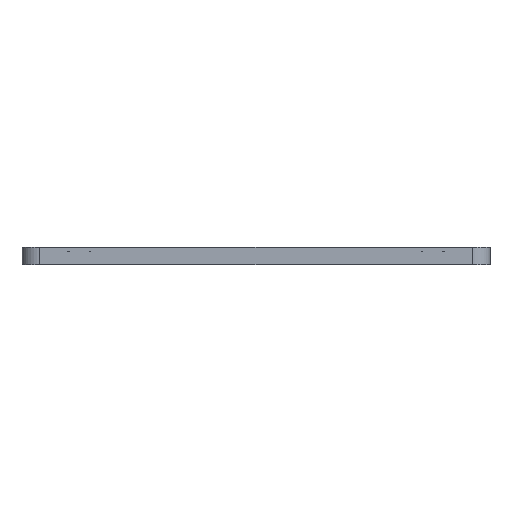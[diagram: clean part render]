
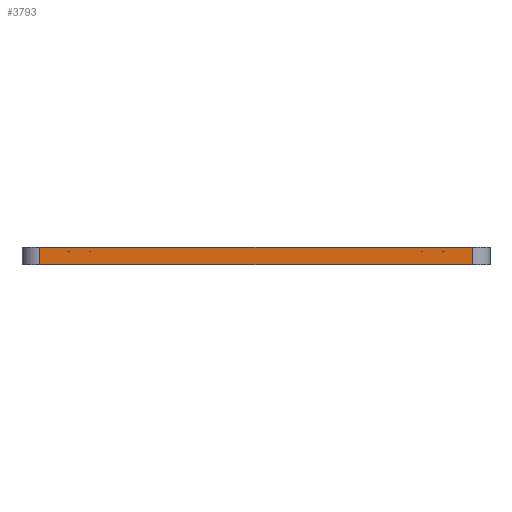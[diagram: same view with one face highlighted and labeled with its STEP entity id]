
A CAD part, front view. The second image highlights one B-rep face of the part: STEP entity #3793.
In plain terms, the highlighted planar face has unit normal (0, -1, 0).
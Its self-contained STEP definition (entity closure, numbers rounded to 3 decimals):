
#261=CARTESIAN_POINT('',(-153.0,-231.25,12.5));
#262=VERTEX_POINT('',#261);
#272=CARTESIAN_POINT('',(153.0,-231.25,12.5));
#273=VERTEX_POINT('',#272);
#274=CARTESIAN_POINT('',(-153.0,-231.25,12.5));
#275=DIRECTION('',(1.0,0.0,0.0));
#276=VECTOR('',#275,306.0);
#277=LINE('',#274,#276);
#278=EDGE_CURVE('',#262,#273,#277,.T.);
#1053=CARTESIAN_POINT('',(-153.0,-231.25,0.0));
#1054=VERTEX_POINT('',#1053);
#1086=CARTESIAN_POINT('',(153.0,-231.25,0.0));
#1087=VERTEX_POINT('',#1086);
#1095=CARTESIAN_POINT('',(153.0,-231.25,0.0));
#1096=DIRECTION('',(-1.0,0.0,0.0));
#1097=VECTOR('',#1096,306.0);
#1098=LINE('',#1095,#1097);
#1099=EDGE_CURVE('',#1087,#1054,#1098,.T.);
#3768=CARTESIAN_POINT('',(-153.0,-231.25,0.0));
#3769=DIRECTION('',(0.0,0.0,1.0));
#3770=VECTOR('',#3769,12.5);
#3771=LINE('',#3768,#3770);
#3772=EDGE_CURVE('',#1054,#262,#3771,.T.);
#3777=CARTESIAN_POINT('',(-165.5,-231.25,0.0));
#3778=DIRECTION('',(0.0,-1.0,0.0));
#3779=DIRECTION('',(1.0,0.0,0.0));
#3780=AXIS2_PLACEMENT_3D('',#3777,#3778,#3779);
#3781=PLANE('',#3780);
#3782=ORIENTED_EDGE('',*,*,#3772,.F.);
#3783=ORIENTED_EDGE('',*,*,#1099,.F.);
#3784=CARTESIAN_POINT('',(153.0,-231.25,12.5));
#3785=DIRECTION('',(0.0,0.0,-1.0));
#3786=VECTOR('',#3785,12.5);
#3787=LINE('',#3784,#3786);
#3788=EDGE_CURVE('',#273,#1087,#3787,.T.);
#3789=ORIENTED_EDGE('',*,*,#3788,.F.);
#3790=ORIENTED_EDGE('',*,*,#278,.F.);
#3791=EDGE_LOOP('',(#3782,#3783,#3789,#3790));
#3792=FACE_OUTER_BOUND('',#3791,.T.);
#3793=ADVANCED_FACE('',(#3792),#3781,.T.);
